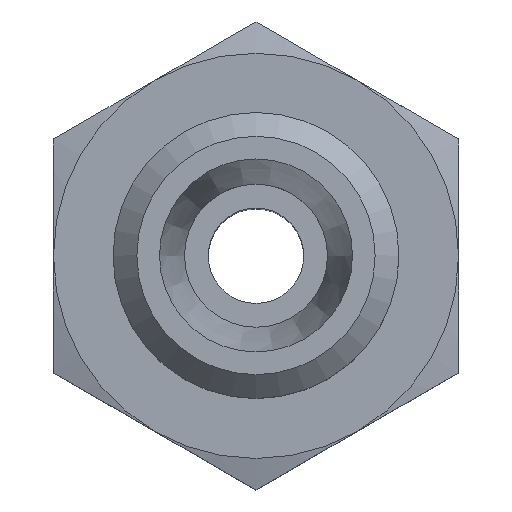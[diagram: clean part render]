
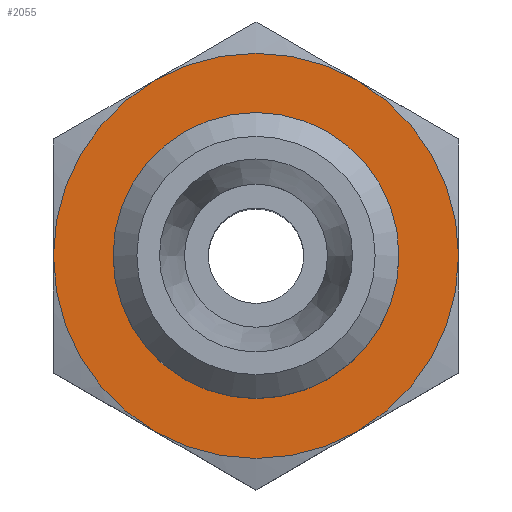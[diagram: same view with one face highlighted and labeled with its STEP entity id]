
A CAD part, top view. The second image highlights one B-rep face of the part: STEP entity #2055.
In plain terms, the highlighted planar face has unit normal (0, 0, 1).
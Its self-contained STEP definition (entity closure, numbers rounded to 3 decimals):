
#1481=CARTESIAN_POINT('',(-9.689,17.827,20.));
#1482=VERTEX_POINT('',#1481);
#1535=CARTESIAN_POINT('',(-13.939,10.466,20.));
#1536=VERTEX_POINT('',#1535);
#1601=CARTESIAN_POINT('',(-9.689,3.105,20.));
#1602=VERTEX_POINT('',#1601);
#1655=CARTESIAN_POINT('',(-1.189,17.827,20.));
#1656=VERTEX_POINT('',#1655);
#1672=CARTESIAN_POINT('',(3.061,10.466,20.));
#1673=VERTEX_POINT('',#1672);
#1674=CARTESIAN_POINT('',(-5.439,10.466,20.));
#1675=DIRECTION('',(0.0,0.0,1.0));
#1676=DIRECTION('',(-1.0,0.0,0.0));
#1677=AXIS2_PLACEMENT_3D('',#1674,#1675,#1676);
#1678=CIRCLE('',#1677,8.5);
#1679=EDGE_CURVE('',#1673,#1656,#1678,.T.);
#1704=CARTESIAN_POINT('',(-1.189,3.105,20.));
#1705=VERTEX_POINT('',#1704);
#1732=CARTESIAN_POINT('',(-5.439,10.466,20.));
#1733=DIRECTION('',(0.0,0.0,1.0));
#1734=DIRECTION('',(-1.0,0.0,0.0));
#1735=AXIS2_PLACEMENT_3D('',#1732,#1733,#1734);
#1736=CIRCLE('',#1735,8.5);
#1737=EDGE_CURVE('',#1705,#1673,#1736,.T.);
#1748=CARTESIAN_POINT('',(-5.439,10.466,20.));
#1749=DIRECTION('',(0.0,0.0,1.0));
#1750=DIRECTION('',(-1.0,0.0,0.0));
#1751=AXIS2_PLACEMENT_3D('',#1748,#1749,#1750);
#1752=CIRCLE('',#1751,8.5);
#1753=EDGE_CURVE('',#1656,#1482,#1752,.T.);
#1790=CARTESIAN_POINT('',(-5.439,10.466,20.));
#1791=DIRECTION('',(0.0,0.0,1.0));
#1792=DIRECTION('',(-1.0,0.0,0.0));
#1793=AXIS2_PLACEMENT_3D('',#1790,#1791,#1792);
#1794=CIRCLE('',#1793,8.5);
#1795=EDGE_CURVE('',#1602,#1705,#1794,.T.);
#1806=CARTESIAN_POINT('',(-5.439,10.466,20.));
#1807=DIRECTION('',(0.0,0.0,1.0));
#1808=DIRECTION('',(-1.0,0.0,0.0));
#1809=AXIS2_PLACEMENT_3D('',#1806,#1807,#1808);
#1810=CIRCLE('',#1809,8.5);
#1811=EDGE_CURVE('',#1482,#1536,#1810,.T.);
#1824=CARTESIAN_POINT('',(-5.439,10.466,20.));
#1825=DIRECTION('',(0.0,0.0,1.0));
#1826=DIRECTION('',(-1.0,0.0,0.0));
#1827=AXIS2_PLACEMENT_3D('',#1824,#1825,#1826);
#1828=CIRCLE('',#1827,8.5);
#1829=EDGE_CURVE('',#1536,#1602,#1828,.T.);
#2024=CARTESIAN_POINT('',(0.411,10.466,20.));
#2025=VERTEX_POINT('',#2024);
#2026=CARTESIAN_POINT('',(-5.439,10.466,20.));
#2027=DIRECTION('',(0.0,0.0,1.0));
#2028=DIRECTION('',(-1.0,0.0,0.0));
#2029=AXIS2_PLACEMENT_3D('',#2026,#2027,#2028);
#2030=CIRCLE('',#2029,5.85);
#2031=EDGE_CURVE('',#2025,#2025,#2030,.T.);
#2039=CARTESIAN_POINT('',(-5.439,10.466,20.));
#2040=DIRECTION('',(0.0,0.0,1.0));
#2041=DIRECTION('',(1.0,0.0,0.0));
#2042=AXIS2_PLACEMENT_3D('',#2039,#2040,#2041);
#2043=PLANE('',#2042);
#2044=ORIENTED_EDGE('',*,*,#1679,.T.);
#2045=ORIENTED_EDGE('',*,*,#1753,.T.);
#2046=ORIENTED_EDGE('',*,*,#1811,.T.);
#2047=ORIENTED_EDGE('',*,*,#1829,.T.);
#2048=ORIENTED_EDGE('',*,*,#1795,.T.);
#2049=ORIENTED_EDGE('',*,*,#1737,.T.);
#2050=EDGE_LOOP('',(#2044,#2045,#2046,#2047,#2048,#2049));
#2051=FACE_OUTER_BOUND('',#2050,.T.);
#2052=ORIENTED_EDGE('',*,*,#2031,.F.);
#2053=EDGE_LOOP('',(#2052));
#2054=FACE_BOUND('',#2053,.T.);
#2055=ADVANCED_FACE('',(#2051,#2054),#2043,.T.);
